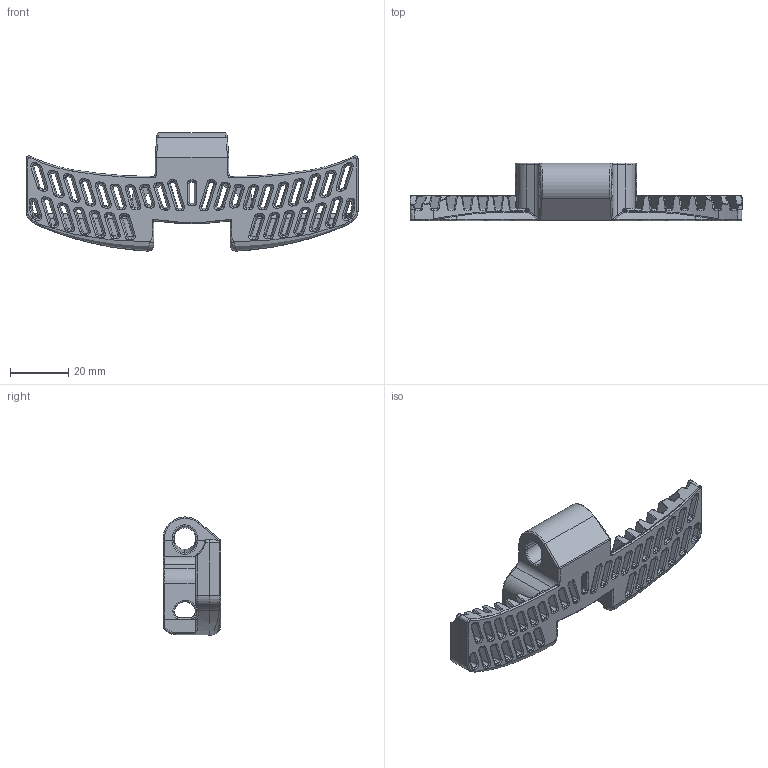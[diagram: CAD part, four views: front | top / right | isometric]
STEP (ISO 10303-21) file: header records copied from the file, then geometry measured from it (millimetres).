
FILE_DESCRIPTION((''),'2;1');
FILE_NAME('P1636','2024-05-23T08:57:03',('joakim.vodder'),(''),'CREO PARAMETRIC BY PTC INC, 2023134','CREO PARAMETRIC BY PTC INC, 2023134','');
FILE_SCHEMA(('AUTOMOTIVE_DESIGN { 1 0 10303 214 1 1 1 1 }'));
Products named in the file (1): P1636
Bounding box: 114.3 x 19.9 x 40.69 mm (x, y, z)
Volume: 20904.5 mm3; surface area: 14972.5 mm2
Topology: 1 solids, 1 shells, 1390 faces, 3334 edges, 1938 vertices
Faces by surface type: bspline 366, cylinder 350, torus 218, plane 210, cone 184, sphere 60, extrusion 2
Entity records: 75717 total; most frequent: CARTESIAN_POINT 35767, ORIENTED_EDGE 6664, DIRECTION 5842, PRESENTATION_STYLE_ASSIGNMENT 3333, STYLED_ITEM 3333, CURVE_STYLE 3332, EDGE_CURVE 3332, AXIS2_PLACEMENT_3D 2420
